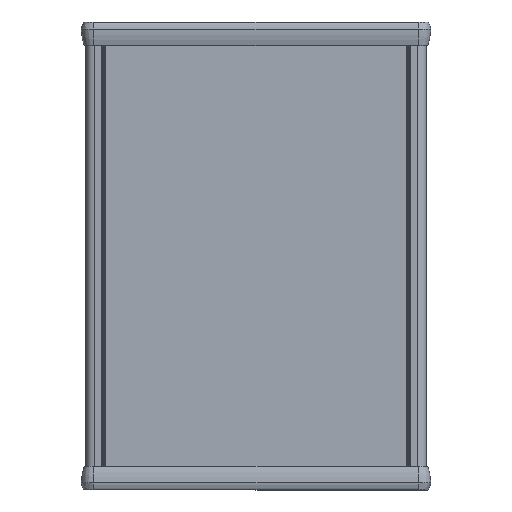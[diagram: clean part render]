
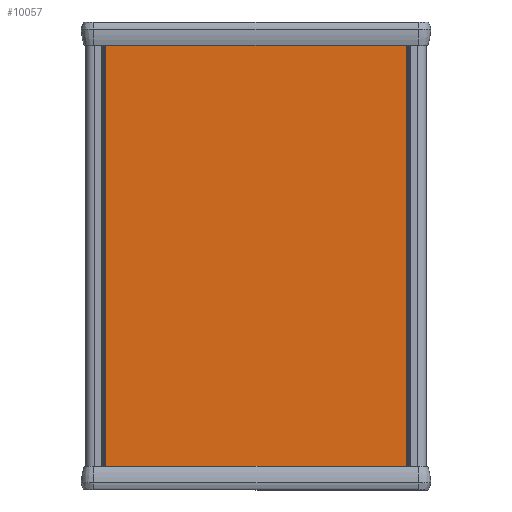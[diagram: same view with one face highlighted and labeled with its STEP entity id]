
A CAD part, front view. The second image highlights one B-rep face of the part: STEP entity #10057.
In plain terms, the highlighted face is planar.
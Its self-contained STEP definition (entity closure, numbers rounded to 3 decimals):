
#290=PLANE('',#11215);
#721=FACE_OUTER_BOUND('',#1255,.T.);
#1255=EDGE_LOOP('',(#8572,#8573,#8574,#8575));
#2081=LINE('',#17036,#2946);
#2090=LINE('',#17078,#2955);
#2092=LINE('',#17082,#2957);
#2093=LINE('',#17083,#2958);
#2946=VECTOR('',#13878,10.);
#2955=VECTOR('',#13913,10.);
#2957=VECTOR('',#13917,10.);
#2958=VECTOR('',#13918,10.);
#4556=VERTEX_POINT('',#17033);
#4557=VERTEX_POINT('',#17035);
#4577=VERTEX_POINT('',#17076);
#4578=VERTEX_POINT('',#17081);
#5925=EDGE_CURVE('',#4557,#4556,#2081,.T.);
#5946=EDGE_CURVE('',#4577,#4556,#2090,.T.);
#5948=EDGE_CURVE('',#4577,#4578,#2092,.T.);
#5949=EDGE_CURVE('',#4557,#4578,#2093,.T.);
#8572=ORIENTED_EDGE('',*,*,#5946,.F.);
#8573=ORIENTED_EDGE('',*,*,#5948,.T.);
#8574=ORIENTED_EDGE('',*,*,#5949,.F.);
#8575=ORIENTED_EDGE('',*,*,#5925,.T.);
#10057=ADVANCED_FACE('',(#721),#290,.T.);
#11215=AXIS2_PLACEMENT_3D('',#17080,#13915,#13916);
#13878=DIRECTION('',(-1.,0.,0.));
#13913=DIRECTION('',(0.,0.,-1.));
#13915=DIRECTION('center_axis',(0.,1.,0.));
#13916=DIRECTION('ref_axis',(0.,0.,1.));
#13917=DIRECTION('',(1.,0.,0.));
#13918=DIRECTION('',(0.,0.,1.));
#17033=CARTESIAN_POINT('',(-73.036,0.,-110.));
#17035=CARTESIAN_POINT('',(73.036,0.,-110.));
#17036=CARTESIAN_POINT('',(73.25,0.,-110.));
#17076=CARTESIAN_POINT('',(-73.036,0.,110.));
#17078=CARTESIAN_POINT('',(-73.036,0.,0.));
#17080=CARTESIAN_POINT('Origin',(-73.25,0.,0.));
#17081=CARTESIAN_POINT('',(73.036,0.,110.));
#17082=CARTESIAN_POINT('',(73.25,0.,110.));
#17083=CARTESIAN_POINT('',(73.036,0.,0.));
